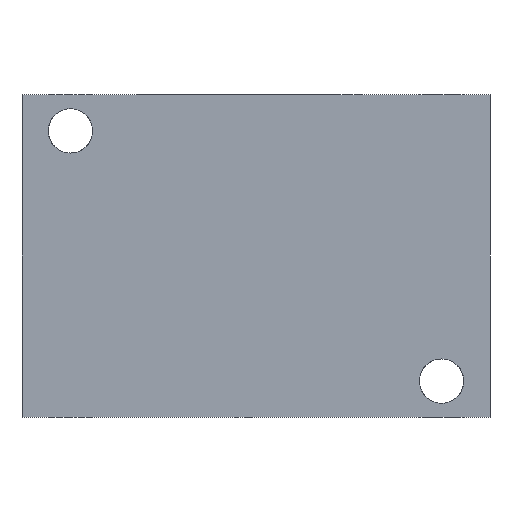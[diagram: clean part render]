
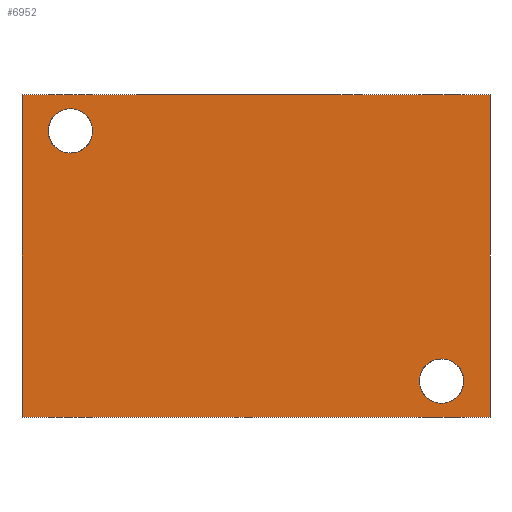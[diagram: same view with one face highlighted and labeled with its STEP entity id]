
A CAD part, front view. The second image highlights one B-rep face of the part: STEP entity #6952.
In plain terms, the highlighted planar face has unit normal (0, -1, 0).
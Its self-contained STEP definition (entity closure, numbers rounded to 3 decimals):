
#75=CIRCLE('',#7185,4.369);
#76=CIRCLE('',#7186,4.369);
#78=CIRCLE('',#7194,4.369);
#79=CIRCLE('',#7195,4.369);
#183=FACE_BOUND('',#1206,.T.);
#184=FACE_BOUND('',#1207,.T.);
#816=FACE_OUTER_BOUND('',#1205,.T.);
#1205=EDGE_LOOP('',(#6078,#6079,#6080,#6081));
#1206=EDGE_LOOP('',(#6082,#6083));
#1207=EDGE_LOOP('',(#6084,#6085));
#1469=LINE('',#10530,#2147);
#1883=LINE('',#11943,#2561);
#1888=LINE('',#11952,#2566);
#1889=LINE('',#11954,#2567);
#2147=VECTOR('',#7718,10.);
#2561=VECTOR('',#8676,10.);
#2566=VECTOR('',#8685,10.);
#2567=VECTOR('',#8688,10.);
#2842=VERTEX_POINT('',#10528);
#2843=VERTEX_POINT('',#10529);
#3114=VERTEX_POINT('',#11454);
#3115=VERTEX_POINT('',#11455);
#3119=VERTEX_POINT('',#11470);
#3120=VERTEX_POINT('',#11471);
#3206=VERTEX_POINT('',#11941);
#3208=VERTEX_POINT('',#11950);
#3620=EDGE_CURVE('',#2842,#2843,#1469,.T.);
#4023=EDGE_CURVE('',#3114,#3115,#75,.T.);
#4024=EDGE_CURVE('',#3115,#3114,#76,.T.);
#4032=EDGE_CURVE('',#3119,#3120,#78,.T.);
#4033=EDGE_CURVE('',#3120,#3119,#79,.T.);
#4164=EDGE_CURVE('',#3206,#2842,#1883,.T.);
#4169=EDGE_CURVE('',#3208,#2843,#1888,.T.);
#4170=EDGE_CURVE('',#3206,#3208,#1889,.T.);
#6078=ORIENTED_EDGE('',*,*,#4170,.T.);
#6079=ORIENTED_EDGE('',*,*,#4169,.T.);
#6080=ORIENTED_EDGE('',*,*,#3620,.F.);
#6081=ORIENTED_EDGE('',*,*,#4164,.F.);
#6082=ORIENTED_EDGE('',*,*,#4023,.T.);
#6083=ORIENTED_EDGE('',*,*,#4024,.T.);
#6084=ORIENTED_EDGE('',*,*,#4032,.T.);
#6085=ORIENTED_EDGE('',*,*,#4033,.T.);
#6314=PLANE('',#7314);
#6952=ADVANCED_FACE('',(#816,#183,#184),#6314,.T.);
#7185=AXIS2_PLACEMENT_3D('',#11456,#8389,#8390);
#7186=AXIS2_PLACEMENT_3D('',#11457,#8391,#8392);
#7194=AXIS2_PLACEMENT_3D('',#11472,#8409,#8410);
#7195=AXIS2_PLACEMENT_3D('',#11473,#8411,#8412);
#7314=AXIS2_PLACEMENT_3D('',#11953,#8686,#8687);
#7718=DIRECTION('',(1.,0.,0.));
#8389=DIRECTION('center_axis',(0.,1.,0.));
#8390=DIRECTION('ref_axis',(1.,0.,0.));
#8391=DIRECTION('center_axis',(0.,1.,0.));
#8392=DIRECTION('ref_axis',(1.,0.,0.));
#8409=DIRECTION('center_axis',(0.,1.,0.));
#8410=DIRECTION('ref_axis',(1.,0.,0.));
#8411=DIRECTION('center_axis',(0.,1.,0.));
#8412=DIRECTION('ref_axis',(1.,0.,0.));
#8676=DIRECTION('',(0.,0.,1.));
#8685=DIRECTION('',(0.,0.,1.));
#8686=DIRECTION('center_axis',(0.,-1.,0.));
#8687=DIRECTION('ref_axis',(1.,0.,0.));
#8688=DIRECTION('',(1.,0.,0.));
#10528=CARTESIAN_POINT('',(0.,0.,63.5));
#10529=CARTESIAN_POINT('',(92.075,0.,63.5));
#10530=CARTESIAN_POINT('',(0.,0.,63.5));
#11454=CARTESIAN_POINT('',(13.894,0.,56.363));
#11455=CARTESIAN_POINT('',(5.156,0.,56.363));
#11456=CARTESIAN_POINT('Origin',(9.525,0.,56.363));
#11457=CARTESIAN_POINT('Origin',(9.525,0.,56.363));
#11470=CARTESIAN_POINT('',(86.919,0.,7.137));
#11471=CARTESIAN_POINT('',(78.181,0.,7.137));
#11472=CARTESIAN_POINT('Origin',(82.55,0.,7.137));
#11473=CARTESIAN_POINT('Origin',(82.55,0.,7.137));
#11941=CARTESIAN_POINT('',(0.,0.,0.));
#11943=CARTESIAN_POINT('',(0.,0.,0.));
#11950=CARTESIAN_POINT('',(92.075,0.,0.));
#11952=CARTESIAN_POINT('',(92.075,0.,0.));
#11953=CARTESIAN_POINT('Origin',(0.,0.,0.));
#11954=CARTESIAN_POINT('',(0.,0.,0.));
